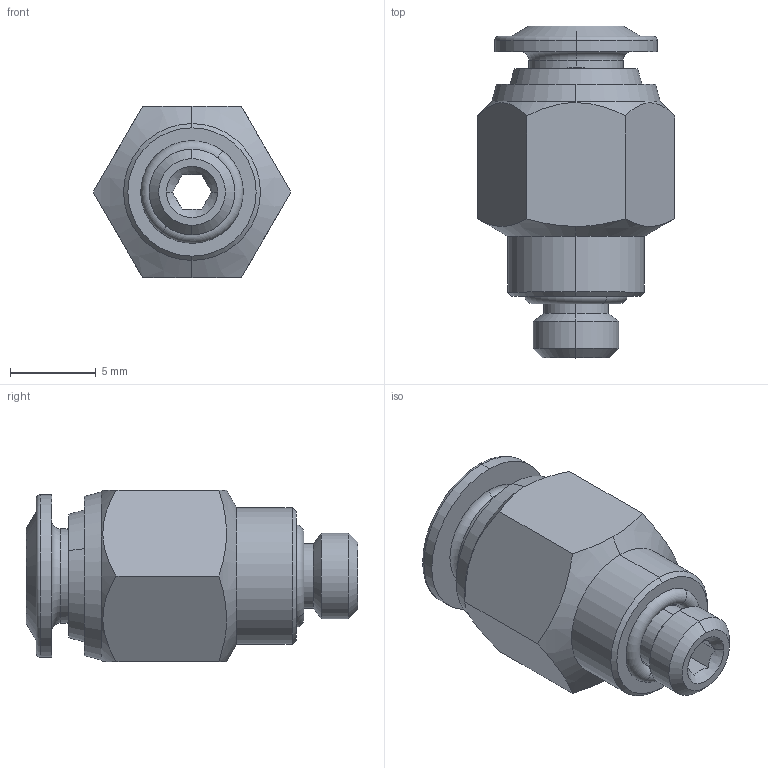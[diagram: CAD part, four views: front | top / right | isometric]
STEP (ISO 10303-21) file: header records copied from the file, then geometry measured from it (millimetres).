
FILE_DESCRIPTION (( 'STEP AP214' ), '1' );
FILE_NAME ('7002000001A.STEP', '2024-10-22T12:27:37', ( '' ), ( '' ), 'SwSTEP 2.0', 'SolidWorks 2020', '' );
FILE_SCHEMA (( 'AUTOMOTIVE_DESIGN' ));
Length unit declared in the file: millimetre
Products named in the file (1): 7002000001A
Bounding box: 11.55 x 19.4 x 10 mm (x, y, z)
Volume: 914.8 mm3; surface area: 949.2 mm2
Topology: 1 solids, 1 shells, 69 faces, 161 edges, 100 vertices
Faces by surface type: plane 26, cone 22, cylinder 15, torus 6
Entity records: 2866 total; most frequent: CARTESIAN_POINT 531, DIRECTION 343, ORIENTED_EDGE 322, EDGE_CURVE 161, AXIS2_PLACEMENT_3D 140, VERTEX_POINT 100, EDGE_LOOP 77, CIRCLE 70
